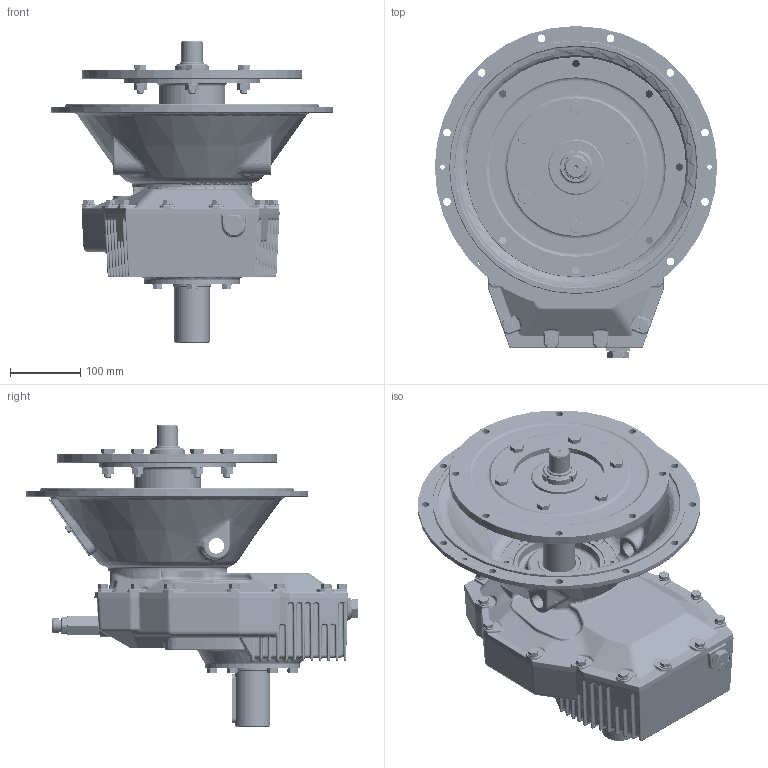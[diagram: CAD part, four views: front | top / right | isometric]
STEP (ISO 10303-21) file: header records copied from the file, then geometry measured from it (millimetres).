
FILE_DESCRIPTION (( 'STEP AP214' ), '1' );
FILE_NAME ('PX1029039B.step', '2019-08-02T16:13:43', ( 'TDI' ), ( 'Twin Disc Inc' ), 'SwSTEP 2.0', 'SolidWorks 2015', '' );
FILE_SCHEMA (( 'AUTOMOTIVE_DESIGN' ));
Length unit declared in the file: millimetre
Products named in the file (6): PX1029039B; ITR03500000-installation; ITrm70-002-installation; ITrm70-001-installation; ITrm70-GR-SAE4-10-installation; ITrm70-017-installation
Assembly tree (5 placements, depth 2):
  PX1029039B
    ITR03500000-installation
    ITrm70-001-installation
    ITrm70-002-installation
    ITrm70-017-installation
    ITrm70-GR-SAE4-10-installation
Bounding box: 403 x 473.5 x 430 mm (x, y, z)
Volume: 3658016.6 mm3; surface area: 1473382.3 mm2
Topology: 26 solids, 96 shells, 4943 faces, 12179 edges, 7544 vertices
Faces by surface type: plane 2061, bspline 1203, cylinder 1174, torus 231, cone 206, sphere 68
Full cylindrical faces by diameter (mm): 5 x5, 6 x4, 6.4 x2, 6.8 x8, 7 x4, 8 x46, 8.5 x33, 9 x1, 9.3 x2, 10 x44, 10.2 x2, 10.5 x22, 11 x18, 12 x4, 12.2 x21, 12.5 x1, 14 x2, 16.2 x6, 16.8 x1, 17.3 x1, 17.5 x1, 17.6 x1, 18.5 x3, 19.3 x1, 20 x11, 21.3 x1, 22 x2, 23.7 x1, 25 x1, 26 x2
Entity records: 238422 total; most frequent: CARTESIAN_POINT 79082, ORIENTED_EDGE 22749, DIRECTION 18703, EDGE_CURVE 11376, VERTEX_POINT 7378, AXIS2_PLACEMENT_3D 6505, EDGE_LOOP 5891, LINE 5693
